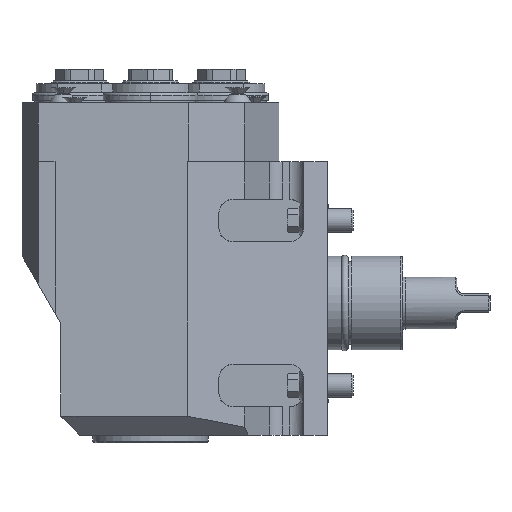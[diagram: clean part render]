
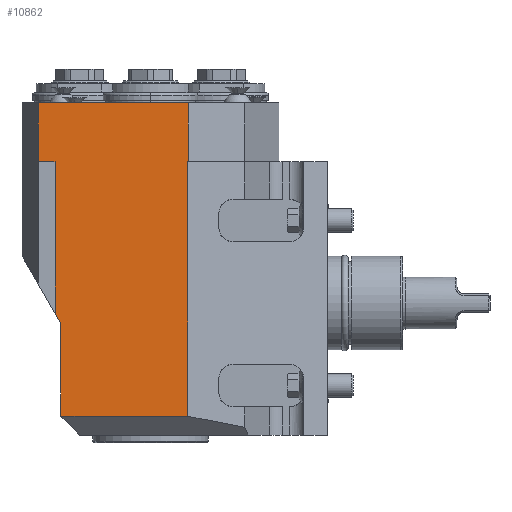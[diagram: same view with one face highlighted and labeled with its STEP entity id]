
A CAD part, front view. The second image highlights one B-rep face of the part: STEP entity #10862.
In plain terms, the highlighted planar face has unit normal (0, -1, 0).
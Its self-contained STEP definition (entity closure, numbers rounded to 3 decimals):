
#595=DIRECTION('',(-1.,0.,0.));
#596=VECTOR('',#595,0.078);
#597=CARTESIAN_POINT('',(-59.084,-52.5,60.));
#598=LINE('',#597,#596);
#1945=DIRECTION('',(-1.,0.,0.));
#1946=VECTOR('',#1945,63.421);
#1947=CARTESIAN_POINT('',(-59.084,-52.5,85.));
#1948=LINE('',#1947,#1946);
#2021=DIRECTION('',(0.,0.,-1.));
#2022=VECTOR('',#2021,64.249);
#2023=CARTESIAN_POINT('',(-115.5,-52.5,60.));
#2024=LINE('',#2023,#2022);
#2025=DIRECTION('',(0.,0.,-1.));
#2026=VECTOR('',#2025,25.);
#2027=CARTESIAN_POINT('',(-122.505,-52.5,85.));
#2028=LINE('',#2027,#2026);
#2029=DIRECTION('',(0.,0.,-1.));
#2030=VECTOR('',#2029,25.);
#2031=CARTESIAN_POINT('',(-59.084,-52.5,85.));
#2032=LINE('',#2031,#2030);
#2033=DIRECTION('',(0.,0.,-1.));
#2034=VECTOR('',#2033,108.);
#2035=CARTESIAN_POINT('',(-59.162,-52.5,60.));
#2036=LINE('',#2035,#2034);
#2037=DIRECTION('',(-1.,0.,0.));
#2038=VECTOR('',#2037,53.838);
#2039=CARTESIAN_POINT('',(-59.162,-52.5,-48.));
#2040=LINE('',#2039,#2038);
#2041=DIRECTION('',(0.,0.,1.));
#2042=VECTOR('',#2041,39.421);
#2043=CARTESIAN_POINT('',(-113.,-52.5,-48.));
#2044=LINE('',#2043,#2042);
#2045=DIRECTION('',(0.5,0.,-0.866));
#2046=VECTOR('',#2045,5.);
#2047=CARTESIAN_POINT('',(-115.5,-52.5,-4.249));
#2048=LINE('',#2047,#2046);
#2065=DIRECTION('',(-1.,0.,0.));
#2066=VECTOR('',#2065,7.005);
#2067=CARTESIAN_POINT('',(-115.5,-52.5,60.));
#2068=LINE('',#2067,#2066);
#7588=CARTESIAN_POINT('',(-115.5,-52.5,-4.249));
#7589=CARTESIAN_POINT('',(-113.,-52.5,-8.579));
#7590=VERTEX_POINT('',#7588);
#7591=VERTEX_POINT('',#7589);
#7774=CARTESIAN_POINT('',(-59.162,-52.5,-48.));
#7776=VERTEX_POINT('',#7774);
#7786=CARTESIAN_POINT('',(-113.,-52.5,-48.));
#7787=VERTEX_POINT('',#7786);
#8502=CARTESIAN_POINT('',(-59.084,-52.5,85.));
#8503=CARTESIAN_POINT('',(-59.084,-52.5,60.));
#8504=VERTEX_POINT('',#8502);
#8505=VERTEX_POINT('',#8503);
#8510=CARTESIAN_POINT('',(-122.505,-52.5,85.));
#8511=VERTEX_POINT('',#8510);
#8518=CARTESIAN_POINT('',(-122.505,-52.5,60.));
#8519=VERTEX_POINT('',#8518);
#8544=CARTESIAN_POINT('',(-115.5,-52.5,60.));
#8545=VERTEX_POINT('',#8544);
#8548=CARTESIAN_POINT('',(-59.162,-52.5,60.));
#8549=VERTEX_POINT('',#8548);
#10839=CARTESIAN_POINT('',(-129.5,-52.5,60.));
#10840=DIRECTION('',(0.,-1.,0.));
#10841=DIRECTION('',(0.,0.,-1.));
#10842=AXIS2_PLACEMENT_3D('',#10839,#10840,#10841);
#10843=PLANE('',#10842);
#10845=ORIENTED_EDGE('',*,*,#10844,.F.);
#10847=ORIENTED_EDGE('',*,*,#10846,.T.);
#10849=ORIENTED_EDGE('',*,*,#10848,.F.);
#10850=ORIENTED_EDGE('',*,*,#10739,.F.);
#10851=ORIENTED_EDGE('',*,*,#10833,.T.);
#10852=ORIENTED_EDGE('',*,*,#9415,.T.);
#10853=ORIENTED_EDGE('',*,*,#9468,.T.);
#10855=ORIENTED_EDGE('',*,*,#10854,.T.);
#10857=ORIENTED_EDGE('',*,*,#10856,.T.);
#10859=ORIENTED_EDGE('',*,*,#10858,.F.);
#10860=EDGE_LOOP('',(#10845,#10847,#10849,#10850,#10851,#10852,#10853,#10855,
#10857,#10859));
#10861=FACE_OUTER_BOUND('',#10860,.F.);
#10862=ADVANCED_FACE('',(#10861),#10843,.T.);
#9415=EDGE_CURVE('',#8505,#8549,#598,.T.);
#9468=EDGE_CURVE('',#8549,#7776,#2036,.T.);
#10739=EDGE_CURVE('',#8504,#8511,#1948,.T.);
#10833=EDGE_CURVE('',#8504,#8505,#2032,.T.);
#10844=EDGE_CURVE('',#8545,#7590,#2024,.T.);
#10846=EDGE_CURVE('',#8545,#8519,#2068,.T.);
#10848=EDGE_CURVE('',#8511,#8519,#2028,.T.);
#10854=EDGE_CURVE('',#7776,#7787,#2040,.T.);
#10856=EDGE_CURVE('',#7787,#7591,#2044,.T.);
#10858=EDGE_CURVE('',#7590,#7591,#2048,.T.);
